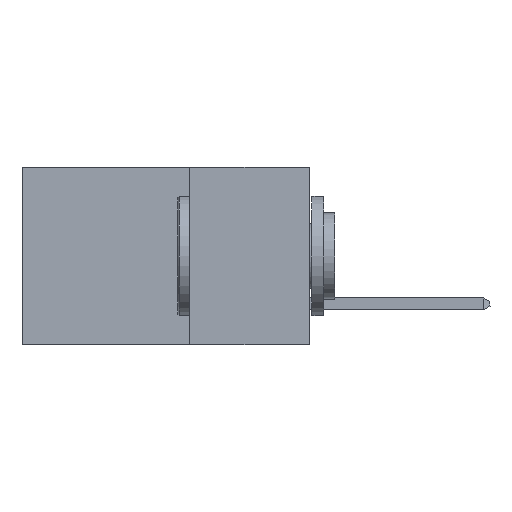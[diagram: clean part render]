
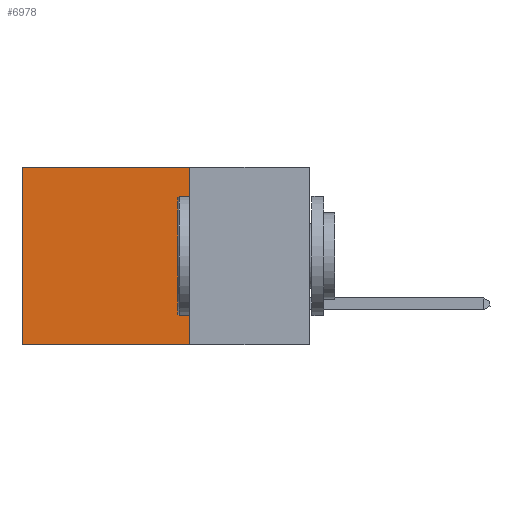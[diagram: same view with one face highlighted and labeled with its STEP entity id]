
A CAD part, left-side view. The second image highlights one B-rep face of the part: STEP entity #6978.
In plain terms, the highlighted planar face has unit normal (-1, 0, 0).
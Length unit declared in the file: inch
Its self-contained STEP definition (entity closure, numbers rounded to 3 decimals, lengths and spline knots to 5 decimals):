
#62 = LINE ( 'NONE', #15495, #22941 ) ;
#945 = DIRECTION ( 'NONE',  ( 0., 1., 0. ) ) ;
#2501 = CARTESIAN_POINT ( 'NONE',  ( 0.2875, 0.25, 0. ) ) ;
#2809 = EDGE_LOOP ( 'NONE', ( #25983, #18058, #17538, #8737 ) ) ;
#2995 = AXIS2_PLACEMENT_3D ( 'NONE', #2501, #18015, #4767 ) ;
#4758 = VERTEX_POINT ( 'NONE', #17175 ) ;
#4767 = DIRECTION ( 'NONE',  ( 0., 0., -1. ) ) ;
#5382 = CARTESIAN_POINT ( 'NONE',  ( 0.2875, 0.25, 0. ) ) ;
#5785 = VERTEX_POINT ( 'NONE', #18460 ) ;
#6388 = EDGE_CURVE ( 'NONE', #5785, #25977, #20633, .T. ) ;
#6538 = EDGE_CURVE ( 'NONE', #4758, #16011, #26721, .T. ) ;
#6978 = ADVANCED_FACE ( 'NONE', ( #26016 ), #24506, .F. ) ;
#7158 = CARTESIAN_POINT ( 'NONE',  ( 0.2875, 0.25, -0.37 ) ) ;
#8431 = LINE ( 'NONE', #21723, #18757 ) ;
#8737 = ORIENTED_EDGE ( 'NONE', *, *, #6538, .T. ) ;
#8797 = EDGE_CURVE ( 'NONE', #4758, #5785, #8431, .T. ) ;
#10959 = CARTESIAN_POINT ( 'NONE',  ( 0.2875, 0.6, 0. ) ) ;
#13397 = VECTOR ( 'NONE', #26899, 39.37008 ) ;
#15110 = VECTOR ( 'NONE', #945, 39.37008 ) ;
#15295 = DIRECTION ( 'NONE',  ( 0., 0., -1. ) ) ;
#15495 = CARTESIAN_POINT ( 'NONE',  ( 0.2875, 0.6, 0. ) ) ;
#16011 = VERTEX_POINT ( 'NONE', #10959 ) ;
#17175 = CARTESIAN_POINT ( 'NONE',  ( 0.2875, 0.25, 0. ) ) ;
#17538 = ORIENTED_EDGE ( 'NONE', *, *, #8797, .F. ) ;
#18015 = DIRECTION ( 'NONE',  ( 1., 0., 0. ) ) ;
#18058 = ORIENTED_EDGE ( 'NONE', *, *, #6388, .F. ) ;
#18460 = CARTESIAN_POINT ( 'NONE',  ( 0.2875, 0.25, -0.37 ) ) ;
#18757 = VECTOR ( 'NONE', #15295, 39.37008 ) ;
#19904 = DIRECTION ( 'NONE',  ( 0., 0., -1. ) ) ;
#20633 = LINE ( 'NONE', #7158, #13397 ) ;
#21723 = CARTESIAN_POINT ( 'NONE',  ( 0.2875, 0.25, 0. ) ) ;
#22154 = EDGE_CURVE ( 'NONE', #16011, #25977, #62, .T. ) ;
#22941 = VECTOR ( 'NONE', #19904, 39.37008 ) ;
#24506 = PLANE ( 'NONE',  #2995 ) ;
#25977 = VERTEX_POINT ( 'NONE', #28144 ) ;
#25983 = ORIENTED_EDGE ( 'NONE', *, *, #22154, .T. ) ;
#26016 = FACE_OUTER_BOUND ( 'NONE', #2809, .T. ) ;
#26721 = LINE ( 'NONE', #5382, #15110 ) ;
#26899 = DIRECTION ( 'NONE',  ( 0., 1., 0. ) ) ;
#28144 = CARTESIAN_POINT ( 'NONE',  ( 0.2875, 0.6, -0.37 ) ) ;
